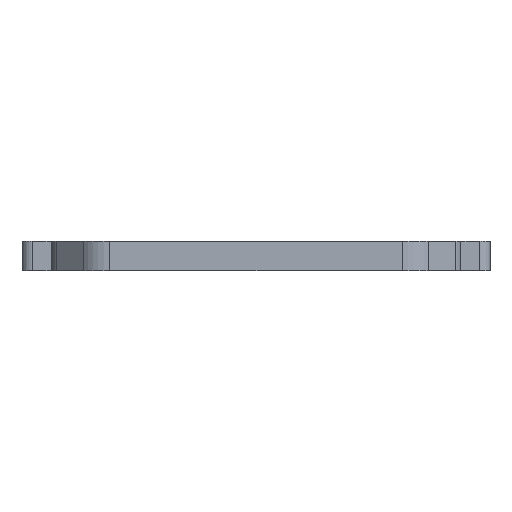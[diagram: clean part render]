
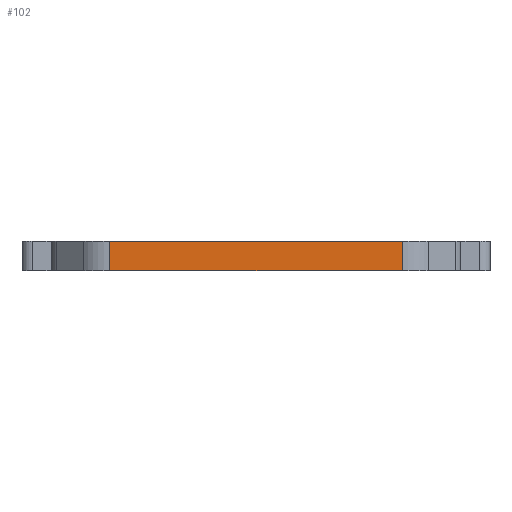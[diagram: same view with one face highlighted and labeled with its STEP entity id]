
A CAD part, left-side view. The second image highlights one B-rep face of the part: STEP entity #102.
In plain terms, the highlighted planar face has unit normal (-1, 0, 0).
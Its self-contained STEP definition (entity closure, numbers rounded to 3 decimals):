
#102=ADVANCED_FACE('',(#606),#608,.T.);
#606=FACE_BOUND('',#607,.T.);
#607=EDGE_LOOP('',(#2110,#2111,#2112,#2113));
#608=PLANE('',#609);
#609=AXIS2_PLACEMENT_3D('',#610,#611,#612);
#610=CARTESIAN_POINT('',(-75.,20.,0.));
#611=DIRECTION('',(-1.,0.,0.));
#612=DIRECTION('',(0.,-1.,0.));
#2110=ORIENTED_EDGE('',*,*,#2865,.T.);
#2111=ORIENTED_EDGE('',*,*,#3120,.T.);
#2112=ORIENTED_EDGE('',*,*,#3121,.F.);
#2113=ORIENTED_EDGE('',*,*,#3122,.F.);
#2865=EDGE_CURVE('',#3432,#3430,#3433,.T.);
#3120=EDGE_CURVE('',#3430,#3897,#3899,.T.);
#3121=EDGE_CURVE('',#3900,#3897,#3901,.T.);
#3122=EDGE_CURVE('',#3432,#3900,#3902,.T.);
#3430=VERTEX_POINT('',#4388);
#3432=VERTEX_POINT('',#4393);
#3433=LINE('',#4394,#4395);
#3897=VERTEX_POINT('',#5429);
#3899=LINE('',#5434,#5435);
#3900=VERTEX_POINT('',#5437);
#3901=LINE('',#5438,#5439);
#3902=LINE('',#5441,#5442);
#4388=CARTESIAN_POINT('',(-75.,-20.,0.));
#4393=CARTESIAN_POINT('',(-75.,20.,0.));
#4394=CARTESIAN_POINT('',(-75.,20.,0.));
#4395=VECTOR('',#4396,1.);
#4396=DIRECTION('',(0.,-1.,0.));
#5429=CARTESIAN_POINT('',(-75.,-20.,4.));
#5434=CARTESIAN_POINT('',(-75.,-20.,0.));
#5435=VECTOR('',#5436,1.);
#5436=DIRECTION('',(0.,0.,1.));
#5437=CARTESIAN_POINT('',(-75.,20.,4.));
#5438=CARTESIAN_POINT('',(-75.,20.,4.));
#5439=VECTOR('',#5440,1.);
#5440=DIRECTION('',(0.,-1.,0.));
#5441=CARTESIAN_POINT('',(-75.,20.,0.));
#5442=VECTOR('',#5443,1.);
#5443=DIRECTION('',(0.,0.,1.));
